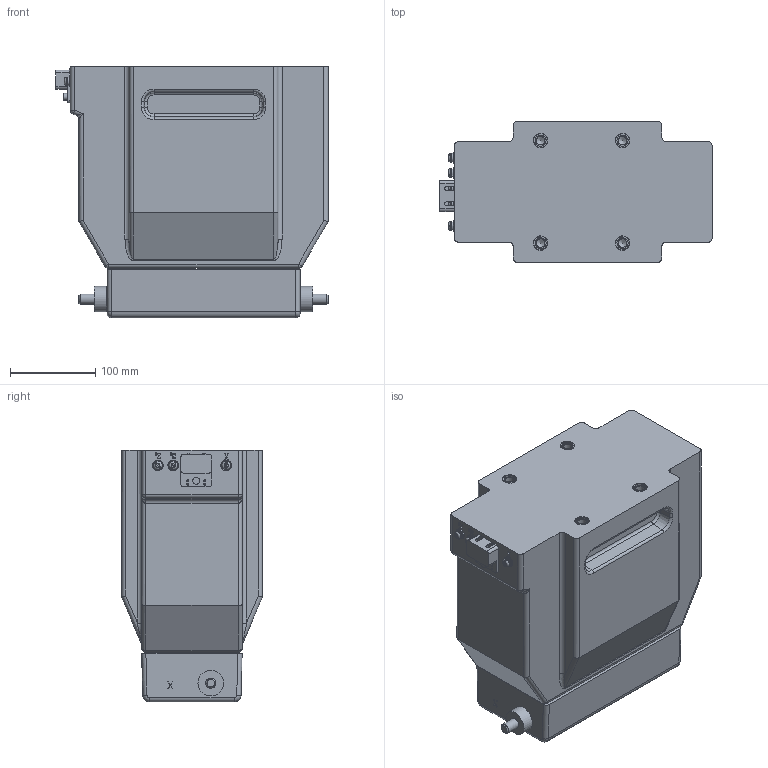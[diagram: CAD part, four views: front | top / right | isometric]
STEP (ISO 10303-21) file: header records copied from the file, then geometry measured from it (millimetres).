
FILE_DESCRIPTION(('STEP AP242'), '1');
FILE_NAME('ÎËÑ Ì1 Ñáîðêà', '', ('UNSPECIFIED'), ('UNSPECIFIED'), 'ASCON STEP Converter 1.6', 'ASCON Math Kernel', '');
FILE_SCHEMA(('AP242_MANAGED_MODEL_BASED_3D_ENGINEERING_MIM_LF { 1 0 10303 442 1 1 4 }'));
Length unit declared in the file: millimetre
Products named in the file (7): Âòóëêà êðåïåæ Ì12
Assembly tree (13 placements, depth 2):
  (unnamed)
    (unnamed)
    (unnamed)  x5
    (unnamed)
    (unnamed)
    (unnamed)
    Âòóëêà êðåïåæ Ì12  x4
Bounding box: 319 x 165 x 295 mm (x, y, z)
Volume: 11006549.5 mm3; surface area: 416540 mm2
Topology: 23 solids, 23 shells, 688 faces, 1632 edges, 1040 vertices
Faces by surface type: plane 295, cylinder 211, extrusion 82, cone 47, torus 41, bspline 8, sphere 4
Full cylindrical faces by diameter (mm): 2 x4, 5 x1, 5.2 x1, 5.5 x1, 6 x5, 6.2 x5, 8 x1, 10 x5, 10.106 x4, 10.2 x4, 12 x4, 12.5 x5, 13 x4, 15 x8, 17 x18, 18 x2, 24 x2, 30 x2, 34 x2
Entity records: 28703 total; most frequent: CARTESIAN_POINT 10716, ORIENTED_EDGE 2606, DIRECTION 2546, EDGE_CURVE 1303, VERTEX_POINT 889, AXIS2_PLACEMENT_3D 882, VECTOR 782, EDGE_LOOP 706
